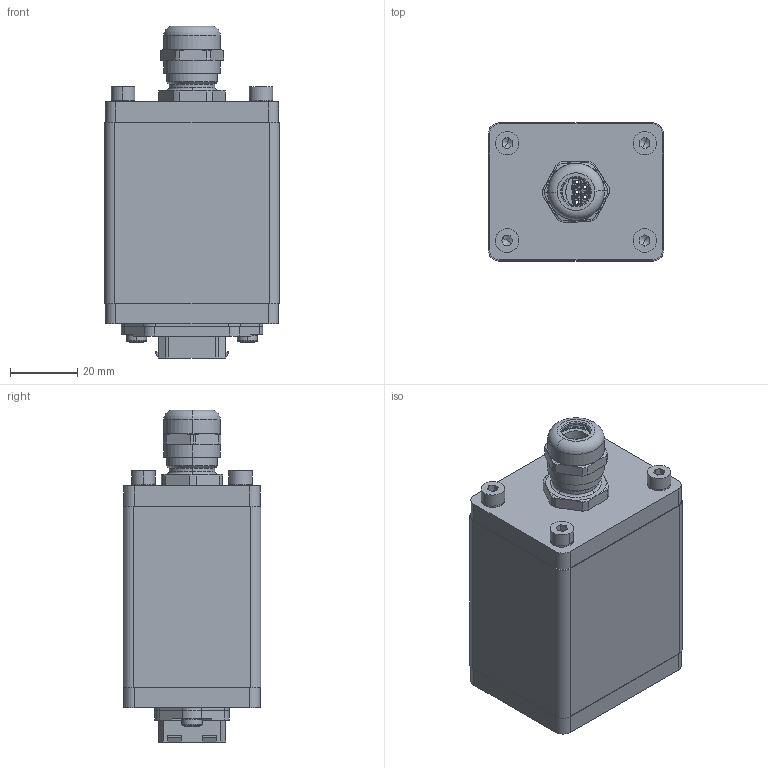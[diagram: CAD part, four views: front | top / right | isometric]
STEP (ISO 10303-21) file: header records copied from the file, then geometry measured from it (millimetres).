
FILE_DESCRIPTION(('CATIA V5 STEP Exchange','CAx-IF Rec.Pracs.--- Model Styling and Organization---1.4--- 2014-01-23'),'2;1');
FILE_NAME ('005445-3_0', '2021-11-09T09:36:36+00:00', ('none'), ('Weidmueller'), 'CATIA Version 5-6 Release 2016 SP3 HF44', 'CATIA V5 STEP AP214', 'none');
FILE_SCHEMA(('AUTOMOTIVE_DESIGN { 1 0 10303 214 1 1 1 1 }'));
Products named in the file (1): 1068850000
Bounding box: 52 x 41 x 98.8 mm (x, y, z)
Volume: 79294.9 mm3; surface area: 66610.3 mm2
Topology: 26 solids, 26 shells, 3162 faces, 8645 edges, 5625 vertices
Faces by surface type: plane 2024, cylinder 728, cone 180, bspline 125, torus 91, sphere 8, extrusion 6
Entity records: 100723 total; most frequent: CARTESIAN_POINT 26548, ORIENTED_EDGE 17274, DIRECTION 11968, EDGE_CURVE 8637, VERTEX_POINT 5625, VECTOR 5494, LINE 5488, AXIS2_PLACEMENT_3D 4106
